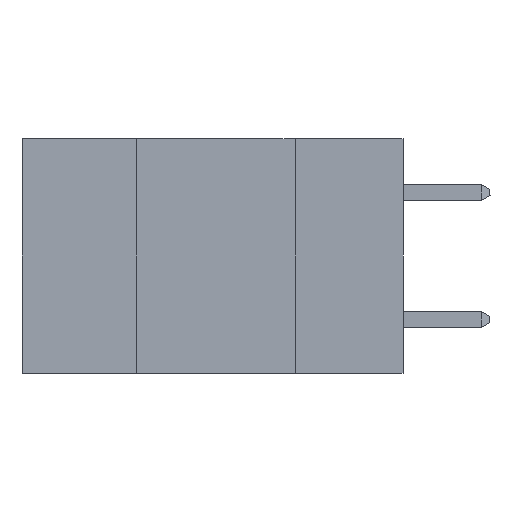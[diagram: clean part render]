
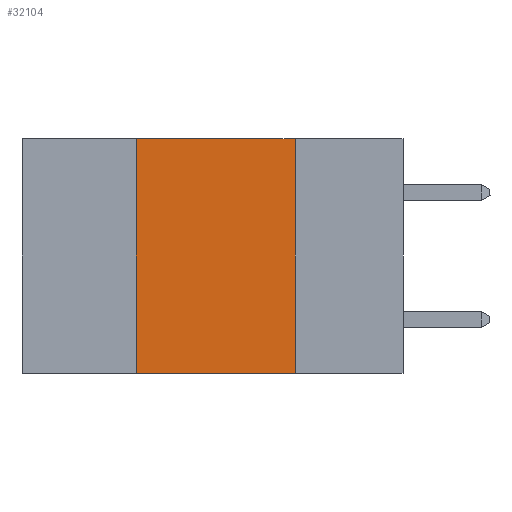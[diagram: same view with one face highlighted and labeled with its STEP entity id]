
A CAD part, left-side view. The second image highlights one B-rep face of the part: STEP entity #32104.
In plain terms, the highlighted planar face has unit normal (-1, 0, 0).
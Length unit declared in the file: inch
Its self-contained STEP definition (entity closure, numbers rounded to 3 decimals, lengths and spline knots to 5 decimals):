
#470 = CARTESIAN_POINT ( 'NONE',  ( 0., 0.17, 0. ) ) ;
#1132 = CARTESIAN_POINT ( 'NONE',  ( 0., 0.17, 0. ) ) ;
#1913 = LINE ( 'NONE', #10197, #31478 ) ;
#2619 = EDGE_CURVE ( 'NONE', #19321, #18779, #16333, .T. ) ;
#3033 = FACE_OUTER_BOUND ( 'NONE', #26458, .T. ) ;
#3196 = CARTESIAN_POINT ( 'NONE',  ( 0., 0.6, 0. ) ) ;
#3459 = CARTESIAN_POINT ( 'NONE',  ( 0., 0.42, -0.37 ) ) ;
#5793 = DIRECTION ( 'NONE',  ( 1., 0., 0. ) ) ;
#7588 = VECTOR ( 'NONE', #21696, 39.37008 ) ;
#8804 = AXIS2_PLACEMENT_3D ( 'NONE', #3196, #5793, #10815 ) ;
#9365 = ORIENTED_EDGE ( 'NONE', *, *, #10079, .F. ) ;
#9726 = ORIENTED_EDGE ( 'NONE', *, *, #2619, .F. ) ;
#10079 = EDGE_CURVE ( 'NONE', #13377, #19321, #26940, .T. ) ;
#10197 = CARTESIAN_POINT ( 'NONE',  ( 0., 0.6, -0.37 ) ) ;
#10815 = DIRECTION ( 'NONE',  ( 0., 0., -1. ) ) ;
#10856 = LINE ( 'NONE', #470, #33264 ) ;
#13377 = VERTEX_POINT ( 'NONE', #3459 ) ;
#13574 = ORIENTED_EDGE ( 'NONE', *, *, #25324, .F. ) ;
#13583 = PLANE ( 'NONE',  #8804 ) ;
#15286 = VERTEX_POINT ( 'NONE', #16574 ) ;
#16333 = LINE ( 'NONE', #26911, #7588 ) ;
#16574 = CARTESIAN_POINT ( 'NONE',  ( 0., 0.17, -0.37 ) ) ;
#17811 = DIRECTION ( 'NONE',  ( 0., -1., 0. ) ) ;
#18779 = VERTEX_POINT ( 'NONE', #1132 ) ;
#18910 = VECTOR ( 'NONE', #19113, 39.37008 ) ;
#19113 = DIRECTION ( 'NONE',  ( 0., 0., 1. ) ) ;
#19321 = VERTEX_POINT ( 'NONE', #25838 ) ;
#21584 = DIRECTION ( 'NONE',  ( 0., 0., -1. ) ) ;
#21696 = DIRECTION ( 'NONE',  ( 0., -1., 0. ) ) ;
#25324 = EDGE_CURVE ( 'NONE', #18779, #15286, #10856, .T. ) ;
#25838 = CARTESIAN_POINT ( 'NONE',  ( 0., 0.42, 0. ) ) ;
#26458 = EDGE_LOOP ( 'NONE', ( #13574, #9726, #9365, #34049 ) ) ;
#26911 = CARTESIAN_POINT ( 'NONE',  ( 0., 0.6, 0. ) ) ;
#26940 = LINE ( 'NONE', #28864, #18910 ) ;
#28864 = CARTESIAN_POINT ( 'NONE',  ( 0., 0.42, 0. ) ) ;
#29758 = EDGE_CURVE ( 'NONE', #13377, #15286, #1913, .T. ) ;
#31478 = VECTOR ( 'NONE', #17811, 39.37008 ) ;
#32104 = ADVANCED_FACE ( 'NONE', ( #3033 ), #13583, .F. ) ;
#33264 = VECTOR ( 'NONE', #21584, 39.37008 ) ;
#34049 = ORIENTED_EDGE ( 'NONE', *, *, #29758, .T. ) ;
